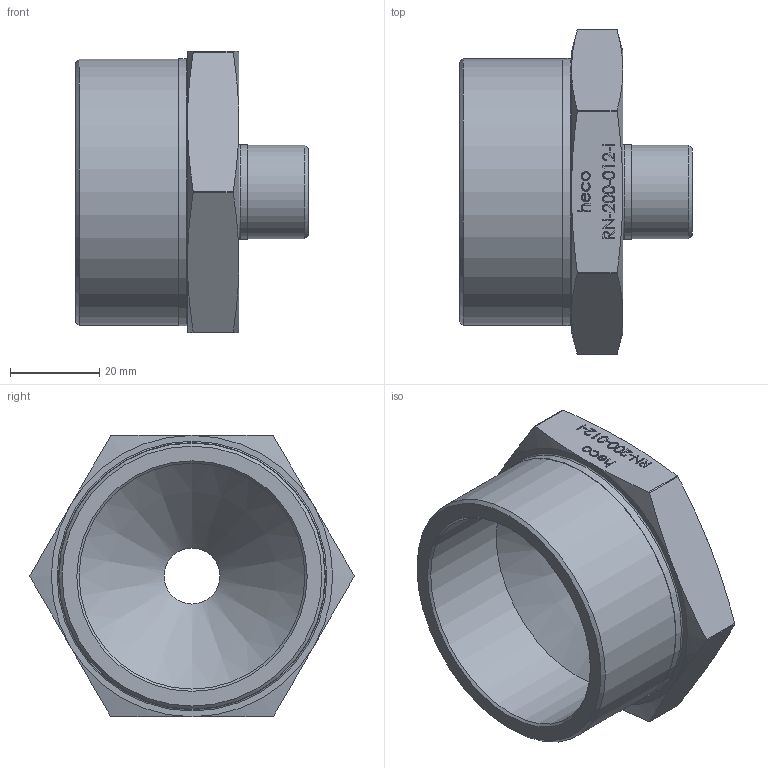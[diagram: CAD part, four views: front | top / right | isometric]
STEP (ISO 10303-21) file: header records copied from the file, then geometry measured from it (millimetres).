
FILE_DESCRIPTION (( 'STEP AP214' ), '1' );
FILE_NAME ('heco_RN-200-012-I.STEP', '2016-07-04T14:10:15', ( '' ), ( '' ), 'SwSTEP 2.0', 'SolidWorks 2011', '' );
FILE_SCHEMA (( 'AUTOMOTIVE_DESIGN' ));
Length unit declared in the file: millimetre
Products named in the file (1): heco_RN-200-012-I
Bounding box: 52 x 72.65 x 63.05 mm (x, y, z)
Volume: 53548.2 mm3; surface area: 19098.6 mm2
Topology: 1 solids, 1 shells, 212 faces, 534 edges, 350 vertices
Faces by surface type: plane 102, bspline 79, cone 17, cylinder 12, torus 2
Full cylindrical faces by diameter (mm): 12.5 x1, 20.955 x1, 21.155 x1, 50.6 x1, 59.614 x1, 59.814 x1
Entity records: 12881 total; most frequent: CARTESIAN_POINT 6627, ORIENTED_EDGE 1038, DIRECTION 623, EDGE_CURVE 519, VERTEX_POINT 348, LINE 295, VECTOR 295, EDGE_LOOP 253
